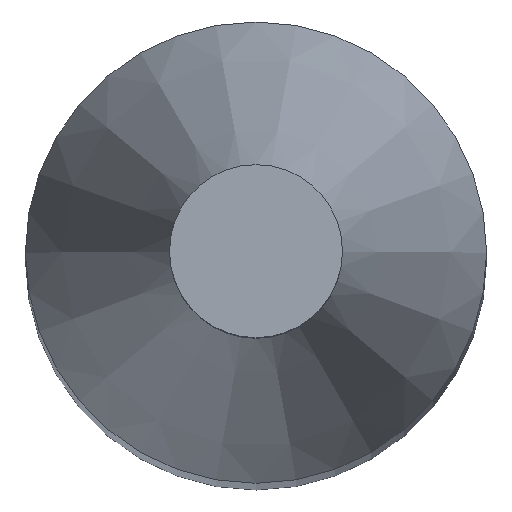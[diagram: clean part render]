
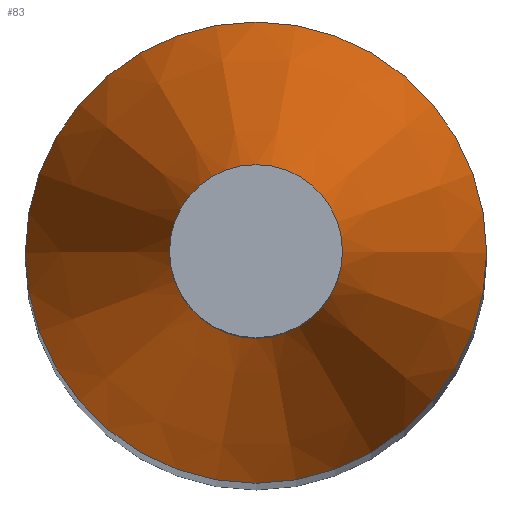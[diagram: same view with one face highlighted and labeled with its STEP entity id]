
A CAD part, top view. The second image highlights one B-rep face of the part: STEP entity #83.
In plain terms, the highlighted conical face has half-angle 16 degrees and reference radius 1.587 mm.
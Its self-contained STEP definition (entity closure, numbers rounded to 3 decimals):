
#61=CONICAL_SURFACE('',#216,1.588,16.);
#70=FACE_BOUND('',#112,.T.);
#71=FACE_BOUND('',#113,.T.);
#83=ADVANCED_FACE('',(#70,#71),#61,.T.);
#112=EDGE_LOOP('',(#130));
#113=EDGE_LOOP('',(#131));
#130=ORIENTED_EDGE('',*,*,#151,.T.);
#131=ORIENTED_EDGE('',*,*,#150,.F.);
#141=VERTEX_POINT('',#309);
#142=VERTEX_POINT('',#312);
#150=EDGE_CURVE('',#141,#141,#159,.T.);
#151=EDGE_CURVE('',#142,#142,#160,.T.);
#159=CIRCLE('',#213,1.588);
#160=CIRCLE('',#215,0.595);
#213=AXIS2_PLACEMENT_3D('',#308,#256,#257);
#215=AXIS2_PLACEMENT_3D('',#311,#260,#261);
#216=AXIS2_PLACEMENT_3D('',#313,#262,#263);
#256=DIRECTION('',(0.,0.,-1.));
#257=DIRECTION('',(-1.,0.,0.));
#260=DIRECTION('',(0.,0.,-1.));
#261=DIRECTION('',(-1.,0.,0.));
#262=DIRECTION('',(0.,0.,-1.));
#263=DIRECTION('',(-1.,0.,0.));
#308=CARTESIAN_POINT('',(0.,0.,-5.841));
#309=CARTESIAN_POINT('',(-1.588,0.,-5.841));
#311=CARTESIAN_POINT('',(0.,0.,-2.381));
#312=CARTESIAN_POINT('',(-0.595,0.,-2.381));
#313=CARTESIAN_POINT('',(0.,0.,-5.841));
